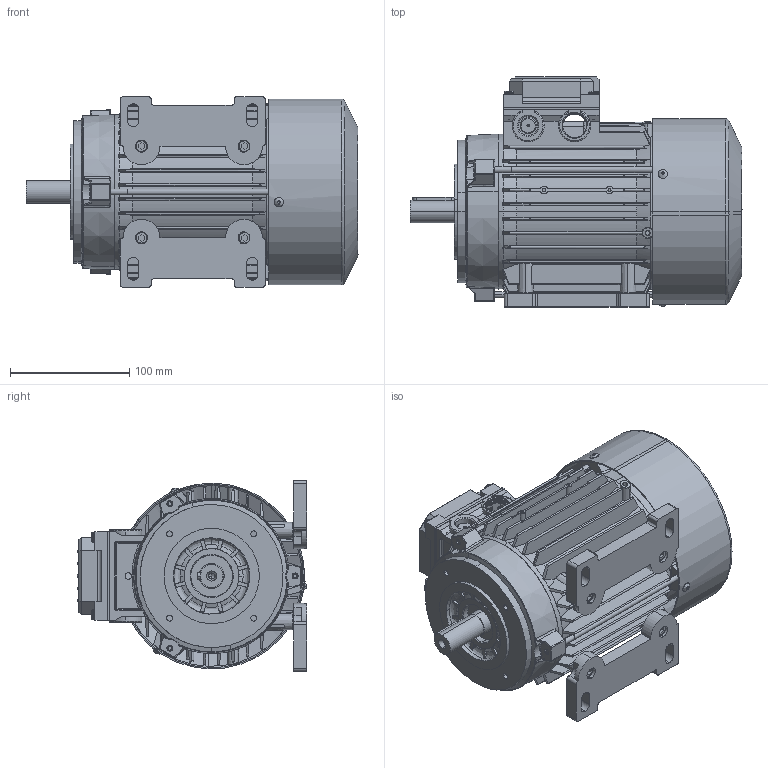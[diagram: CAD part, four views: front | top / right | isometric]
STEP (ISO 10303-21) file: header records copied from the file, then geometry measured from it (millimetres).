
FILE_DESCRIPTION (( 'STEP AP214' ), '1' );
FILE_NAME ('18J7.STEP', '2024-04-23T21:47:40', ( '' ), ( '' ), 'SwSTEP 2.0', 'SolidWorks 2021', '' );
FILE_SCHEMA (( 'AUTOMOTIVE_DESIGN' ));
Length unit declared in the file: inch
Products named in the file (1): 18J7
Bounding box: 278.75 x 193 x 160 mm (x, y, z)
Volume: 840464.8 mm3; surface area: 544593.4 mm2
Topology: 27 solids, 27 shells, 3538 faces, 9787 edges, 6364 vertices
Faces by surface type: cylinder 1508, plane 1123, bspline 564, cone 343
Entity records: 145475 total; most frequent: CARTESIAN_POINT 60413, ORIENTED_EDGE 19556, DIRECTION 15913, EDGE_CURVE 9778, VERTEX_POINT 6365, AXIS2_PLACEMENT_3D 5964, LINE 3985, VECTOR 3985
